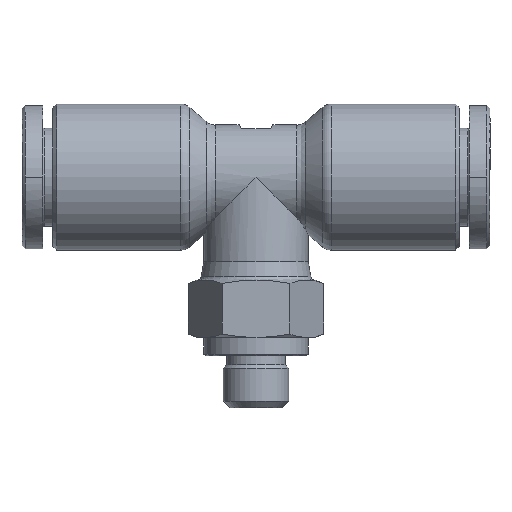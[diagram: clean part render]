
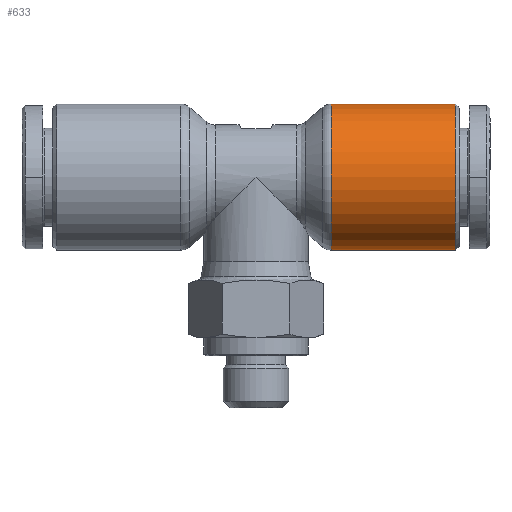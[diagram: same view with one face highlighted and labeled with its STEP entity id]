
A CAD part, front view. The second image highlights one B-rep face of the part: STEP entity #633.
In plain terms, the highlighted cylindrical face has radius 5.6 mm (diameter 11.2 mm), a partial arc.
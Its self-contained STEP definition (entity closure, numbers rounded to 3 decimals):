
#592=CARTESIAN_POINT('',(10.982,0.,-0.216));
#593=DIRECTION('',(1.0,0.0,0.0));
#594=DIRECTION('',(0.0,0.0,1.0));
#595=AXIS2_PLACEMENT_3D('',#592,#593,#594);
#596=CYLINDRICAL_SURFACE('',#595,5.6);
#597=CARTESIAN_POINT('',(7.047,0.,5.384));
#598=VERTEX_POINT('',#597);
#599=CARTESIAN_POINT('',(16.582,0.,5.384));
#600=VERTEX_POINT('',#599);
#601=CARTESIAN_POINT('',(7.047,0.,5.384));
#602=DIRECTION('',(1.0,0.0,0.0));
#603=VECTOR('',#602,9.535);
#604=LINE('',#601,#603);
#605=EDGE_CURVE('',#598,#600,#604,.T.);
#606=ORIENTED_EDGE('',*,*,#605,.F.);
#607=CARTESIAN_POINT('',(7.047,0.,-5.816));
#608=VERTEX_POINT('',#607);
#609=CARTESIAN_POINT('',(7.047,0.,-0.216));
#610=DIRECTION('',(-1.0,0.0,0.0));
#611=DIRECTION('',(0.0,0.0,-1.0));
#612=AXIS2_PLACEMENT_3D('',#609,#610,#611);
#613=CIRCLE('',#612,5.6);
#614=EDGE_CURVE('',#608,#598,#613,.T.);
#615=ORIENTED_EDGE('',*,*,#614,.F.);
#616=CARTESIAN_POINT('',(16.582,0.,-5.816));
#617=VERTEX_POINT('',#616);
#618=CARTESIAN_POINT('',(16.582,0.,-5.816));
#619=DIRECTION('',(-1.0,0.0,0.0));
#620=VECTOR('',#619,9.535);
#621=LINE('',#618,#620);
#622=EDGE_CURVE('',#617,#608,#621,.T.);
#623=ORIENTED_EDGE('',*,*,#622,.F.);
#624=CARTESIAN_POINT('',(16.582,0.,-0.216));
#625=DIRECTION('',(1.0,0.0,0.0));
#626=DIRECTION('',(0.0,0.0,-1.0));
#627=AXIS2_PLACEMENT_3D('',#624,#625,#626);
#628=CIRCLE('',#627,5.6);
#629=EDGE_CURVE('',#600,#617,#628,.T.);
#630=ORIENTED_EDGE('',*,*,#629,.F.);
#631=EDGE_LOOP('',(#606,#615,#623,#630));
#632=FACE_OUTER_BOUND('',#631,.T.);
#633=ADVANCED_FACE('',(#632),#596,.T.);
